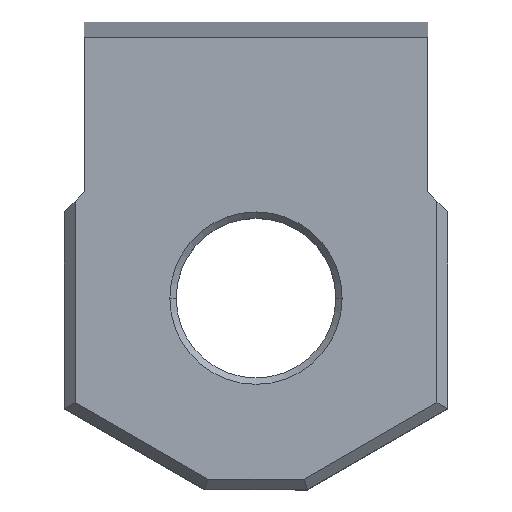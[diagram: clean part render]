
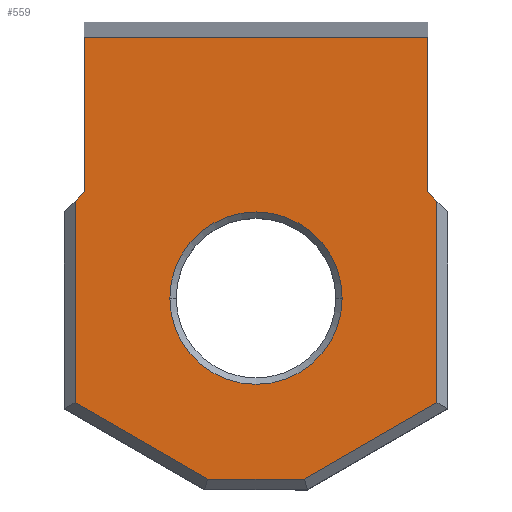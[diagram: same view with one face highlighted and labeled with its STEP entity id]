
A CAD part, top view. The second image highlights one B-rep face of the part: STEP entity #559.
In plain terms, the highlighted planar face has unit normal (0, 0, 1).
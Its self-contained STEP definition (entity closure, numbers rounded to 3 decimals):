
#23 = VECTOR ( 'NONE', #1770, 1000. ) ;
#40 = VERTEX_POINT ( 'NONE', #1314 ) ;
#41 = LINE ( 'NONE', #612, #1088 ) ;
#42 = DIRECTION ( 'NONE',  ( 0., 0., -1. ) ) ;
#47 = EDGE_CURVE ( 'NONE', #1708, #116, #41, .T. ) ;
#81 = LINE ( 'NONE', #1784, #209 ) ;
#116 = VERTEX_POINT ( 'NONE', #819 ) ;
#134 = VERTEX_POINT ( 'NONE', #1246 ) ;
#158 = ORIENTED_EDGE ( 'NONE', *, *, #1042, .T. ) ;
#173 = AXIS2_PLACEMENT_3D ( 'NONE', #956, #1522, #254 ) ;
#193 = CARTESIAN_POINT ( 'NONE',  ( -2.278, 0.5, 14. ) ) ;
#208 = CARTESIAN_POINT ( 'NONE',  ( -8.5, 13.56, 14. ) ) ;
#209 = VECTOR ( 'NONE', #515, 1000. ) ;
#252 = DIRECTION ( 'NONE',  ( -1., 0., 0. ) ) ;
#254 = DIRECTION ( 'NONE',  ( -1., 0., 0. ) ) ;
#292 = VECTOR ( 'NONE', #1606, 1000. ) ;
#300 = EDGE_CURVE ( 'NONE', #987, #134, #638, .T. ) ;
#361 = DIRECTION ( 'NONE',  ( 0., 0., -1. ) ) ;
#362 = CARTESIAN_POINT ( 'NONE',  ( 4.05, 9., 14. ) ) ;
#382 = LINE ( 'NONE', #945, #783 ) ;
#394 = PLANE ( 'NONE',  #173 ) ;
#422 = ORIENTED_EDGE ( 'NONE', *, *, #1100, .T. ) ;
#443 = VERTEX_POINT ( 'NONE', #362 ) ;
#477 = LINE ( 'NONE', #1038, #292 ) ;
#488 = VECTOR ( 'NONE', #1634, 1000. ) ;
#502 = LINE ( 'NONE', #1067, #488 ) ;
#515 = DIRECTION ( 'NONE',  ( 0., 1., 0. ) ) ;
#526 = CARTESIAN_POINT ( 'NONE',  ( 8.5, 13.56, 14. ) ) ;
#530 = EDGE_CURVE ( 'NONE', #116, #1431, #382, .T. ) ;
#559 = ADVANCED_FACE ( 'NONE', ( #1093, #1661 ), #394, .F. ) ;
#586 = VERTEX_POINT ( 'NONE', #1103 ) ;
#594 = ORIENTED_EDGE ( 'NONE', *, *, #762, .T. ) ;
#612 = CARTESIAN_POINT ( 'NONE',  ( -8.06, 22., 14. ) ) ;
#613 = DIRECTION ( 'NONE',  ( -1., 0., 0. ) ) ;
#622 = LINE ( 'NONE', #1186, #1187 ) ;
#638 = LINE ( 'NONE', #1207, #23 ) ;
#661 = AXIS2_PLACEMENT_3D ( 'NONE', #1627, #361, #922 ) ;
#668 = CIRCLE ( 'NONE', #1710, 4.05 ) ;
#695 = LINE ( 'NONE', #1258, #1054 ) ;
#703 = CARTESIAN_POINT ( 'NONE',  ( -4.05, 9., 14. ) ) ;
#725 = EDGE_CURVE ( 'NONE', #586, #40, #477, .T. ) ;
#760 = ORIENTED_EDGE ( 'NONE', *, *, #47, .T. ) ;
#762 = EDGE_CURVE ( 'NONE', #1368, #586, #622, .T. ) ;
#783 = VECTOR ( 'NONE', #1511, 1000. ) ;
#792 = ORIENTED_EDGE ( 'NONE', *, *, #1326, .T. ) ;
#799 = CARTESIAN_POINT ( 'NONE',  ( -8.5, 4.093, 14. ) ) ;
#819 = CARTESIAN_POINT ( 'NONE',  ( -8.06, 14., 14. ) ) ;
#826 = CARTESIAN_POINT ( 'NONE',  ( -8.5, 0., 14. ) ) ;
#890 = ORIENTED_EDGE ( 'NONE', *, *, #300, .T. ) ;
#904 = EDGE_LOOP ( 'NONE', ( #1312, #158, #422, #594, #1831, #1712, #890, #1549, #1519, #760 ) ) ;
#922 = DIRECTION ( 'NONE',  ( -1., 0., 0. ) ) ;
#929 = EDGE_CURVE ( 'NONE', #134, #1415, #81, .T. ) ;
#945 = CARTESIAN_POINT ( 'NONE',  ( -9., 13.06, 14. ) ) ;
#955 = LINE ( 'NONE', #1520, #1726 ) ;
#956 = CARTESIAN_POINT ( 'NONE',  ( 0., 0., 14. ) ) ;
#960 = ORIENTED_EDGE ( 'NONE', *, *, #1644, .T. ) ;
#987 = VERTEX_POINT ( 'NONE', #526 ) ;
#992 = EDGE_CURVE ( 'NONE', #1415, #1708, #955, .T. ) ;
#1038 = CARTESIAN_POINT ( 'NONE',  ( 0.353, -0.611, 14. ) ) ;
#1042 = EDGE_CURVE ( 'NONE', #1431, #1531, #1670, .T. ) ;
#1054 = VECTOR ( 'NONE', #1822, 1000. ) ;
#1067 = CARTESIAN_POINT ( 'NONE',  ( 8.5, 0., 14. ) ) ;
#1088 = VECTOR ( 'NONE', #1175, 1000. ) ;
#1093 = FACE_OUTER_BOUND ( 'NONE', #904, .T. ) ;
#1100 = EDGE_CURVE ( 'NONE', #1531, #1368, #695, .T. ) ;
#1103 = CARTESIAN_POINT ( 'NONE',  ( 2.278, 0.5, 14. ) ) ;
#1134 = VERTEX_POINT ( 'NONE', #703 ) ;
#1154 = VECTOR ( 'NONE', #1392, 1000. ) ;
#1175 = DIRECTION ( 'NONE',  ( 0., -1., 0. ) ) ;
#1186 = CARTESIAN_POINT ( 'NONE',  ( 0., 0.5, 14. ) ) ;
#1187 = VECTOR ( 'NONE', #1750, 1000. ) ;
#1207 = CARTESIAN_POINT ( 'NONE',  ( 8.06, 14., 14. ) ) ;
#1246 = CARTESIAN_POINT ( 'NONE',  ( 8.06, 14., 14. ) ) ;
#1258 = CARTESIAN_POINT ( 'NONE',  ( -0.353, -0.611, 14. ) ) ;
#1312 = ORIENTED_EDGE ( 'NONE', *, *, #530, .T. ) ;
#1314 = CARTESIAN_POINT ( 'NONE',  ( 8.5, 4.093, 14. ) ) ;
#1315 = CARTESIAN_POINT ( 'NONE',  ( 0., 9., 14. ) ) ;
#1326 = EDGE_CURVE ( 'NONE', #1134, #443, #668, .T. ) ;
#1358 = CARTESIAN_POINT ( 'NONE',  ( -8.06, 21.266, 14. ) ) ;
#1368 = VERTEX_POINT ( 'NONE', #193 ) ;
#1392 = DIRECTION ( 'NONE',  ( 0., -1., 0. ) ) ;
#1407 = EDGE_LOOP ( 'NONE', ( #960, #792 ) ) ;
#1415 = VERTEX_POINT ( 'NONE', #1481 ) ;
#1431 = VERTEX_POINT ( 'NONE', #208 ) ;
#1468 = CIRCLE ( 'NONE', #661, 4.05 ) ;
#1476 = EDGE_CURVE ( 'NONE', #40, #987, #502, .T. ) ;
#1481 = CARTESIAN_POINT ( 'NONE',  ( 8.06, 21.266, 14. ) ) ;
#1511 = DIRECTION ( 'NONE',  ( -0.707, -0.707, 0. ) ) ;
#1519 = ORIENTED_EDGE ( 'NONE', *, *, #992, .T. ) ;
#1520 = CARTESIAN_POINT ( 'NONE',  ( 0., 21.266, 14. ) ) ;
#1522 = DIRECTION ( 'NONE',  ( 0., 0., -1. ) ) ;
#1531 = VERTEX_POINT ( 'NONE', #799 ) ;
#1549 = ORIENTED_EDGE ( 'NONE', *, *, #929, .T. ) ;
#1606 = DIRECTION ( 'NONE',  ( 0.866, 0.5, 0. ) ) ;
#1627 = CARTESIAN_POINT ( 'NONE',  ( 0., 9., 14. ) ) ;
#1634 = DIRECTION ( 'NONE',  ( 0., 1., 0. ) ) ;
#1644 = EDGE_CURVE ( 'NONE', #443, #1134, #1468, .T. ) ;
#1661 = FACE_BOUND ( 'NONE', #1407, .T. ) ;
#1670 = LINE ( 'NONE', #826, #1154 ) ;
#1708 = VERTEX_POINT ( 'NONE', #1358 ) ;
#1710 = AXIS2_PLACEMENT_3D ( 'NONE', #1315, #42, #613 ) ;
#1712 = ORIENTED_EDGE ( 'NONE', *, *, #1476, .T. ) ;
#1726 = VECTOR ( 'NONE', #252, 1000. ) ;
#1750 = DIRECTION ( 'NONE',  ( 1., 0., 0. ) ) ;
#1770 = DIRECTION ( 'NONE',  ( -0.707, 0.707, 0. ) ) ;
#1784 = CARTESIAN_POINT ( 'NONE',  ( 8.06, 22., 14. ) ) ;
#1822 = DIRECTION ( 'NONE',  ( 0.866, -0.5, 0. ) ) ;
#1831 = ORIENTED_EDGE ( 'NONE', *, *, #725, .T. ) ;
